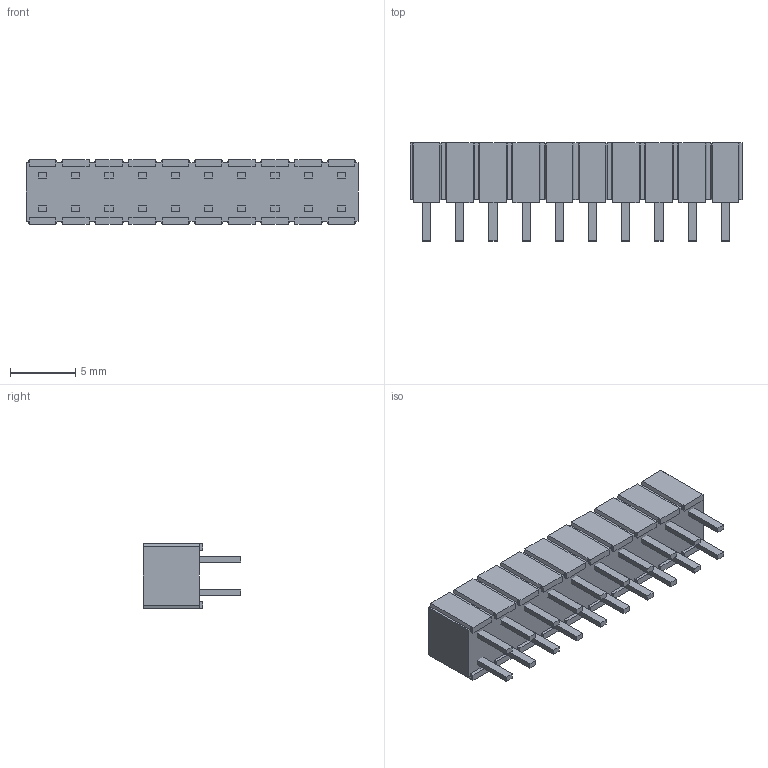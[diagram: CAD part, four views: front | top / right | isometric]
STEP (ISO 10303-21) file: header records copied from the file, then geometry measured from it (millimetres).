
FILE_DESCRIPTION( ( 'STEP AP214' ), '1' );
FILE_NAME( 'SLW-110-01-G-D.stp', '2020-01-07T14:29:55', ( '' ), ( '' ), ' ', 'PARTsolutions', ' ' );
FILE_SCHEMA( ( 'AUTOMOTIVE_DESIGN { 1 0 10303 214 1 1 1 1 }' ) );
Length unit declared in the file: inch
Products named in the file (3): SLW-110-01-G-D; _SLW-110-01-D_socket; _C-28-01-10-D
Assembly tree (2 placements, depth 2):
  SLW-110-01-G-D
    _SLW-110-01-D_socket
    _C-28-01-10-D
Bounding box: 25.4 x 7.49 x 4.95 mm (x, y, z)
Volume: 789.1 mm3; surface area: 1535.2 mm2
Topology: 2 solids, 2 shells, 472 faces, 1184 edges, 776 vertices
Faces by surface type: plane 472
Entity records: 17578 total; most frequent: CARTESIAN_POINT 2435, ORIENTED_EDGE 2368, DIRECTION 2134, EDGE_CURVE 1184, LINE 1184, VECTOR 1184, VERTEX_POINT 776, EDGE_LOOP 532
